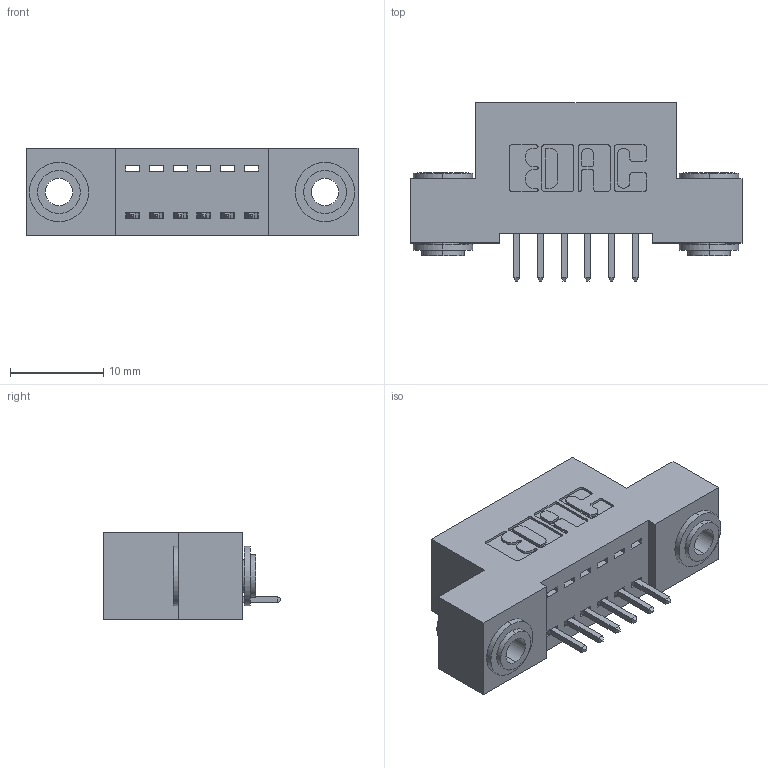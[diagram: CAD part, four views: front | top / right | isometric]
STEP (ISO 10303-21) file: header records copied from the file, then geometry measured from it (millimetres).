
FILE_DESCRIPTION (( 'STEP AP203' ), '1' );
FILE_NAME ('342-006-521-103.STEP', '2018-08-10T11:20:00', ( '' ), ( '' ), 'SwSTEP 2.0', 'SolidWorks 2016', '' );
FILE_SCHEMA (( 'CONFIG_CONTROL_DESIGN' ));
Length unit declared in the file: inch
Products named in the file (4): 342 Part_.156 TH; 345-292-001_345-293-121; 342-250-002_345-250-002-102; 342-006-521-103
Assembly tree (9 placements, depth 2):
  342-006-521-103
    342 Part_.156 TH
    345-292-001_345-293-121  x6
    342-250-002_345-250-002-102  x2
Bounding box: 35.56 x 19.06 x 9.4 mm (x, y, z)
Volume: 2991 mm3; surface area: 3880.7 mm2
Topology: 9 solids, 9 shells, 496 faces, 1431 edges, 942 vertices
Faces by surface type: plane 328, cylinder 160, cone 8
Entity records: 8860 total; most frequent: CARTESIAN_POINT 1511, ORIENTED_EDGE 1446, DIRECTION 1381, EDGE_CURVE 723, VECTOR 571, LINE 571, VERTEX_POINT 478, AXIS2_PLACEMENT_3D 405
